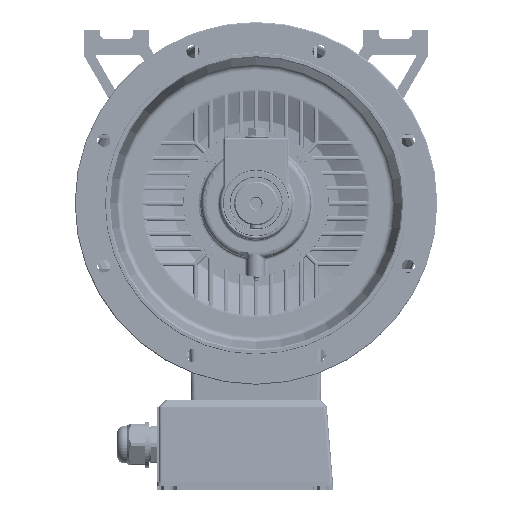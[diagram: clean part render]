
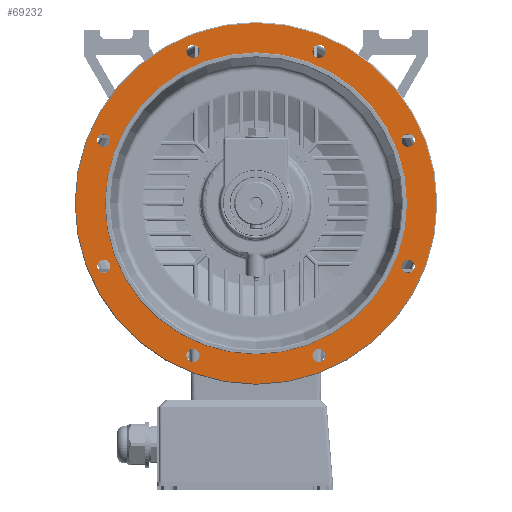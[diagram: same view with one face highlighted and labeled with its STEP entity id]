
A CAD part, left-side view. The second image highlights one B-rep face of the part: STEP entity #69232.
In plain terms, the highlighted planar face has unit normal (-1, 0, 0).
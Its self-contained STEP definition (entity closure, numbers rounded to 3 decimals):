
#69232=ADVANCED_FACE('',(#78433,#78434,#78435,#78436,#78437,#78438,#78439,
#78440,#78441,#78442),#75440,.F.);
#75440=PLANE('',#242041);
#78433=FACE_BOUND('',#90871,.T.);
#78434=FACE_BOUND('',#90872,.T.);
#78435=FACE_BOUND('',#90873,.T.);
#78436=FACE_BOUND('',#90874,.T.);
#78437=FACE_BOUND('',#90875,.T.);
#78438=FACE_BOUND('',#90876,.T.);
#78439=FACE_BOUND('',#90877,.T.);
#78440=FACE_BOUND('',#90878,.T.);
#78441=FACE_BOUND('',#90879,.T.);
#78442=FACE_BOUND('',#90880,.T.);
#90871=EDGE_LOOP('',(#149291));
#90872=EDGE_LOOP('',(#149292,#149293));
#90873=EDGE_LOOP('',(#149294));
#90874=EDGE_LOOP('',(#149295,#149296));
#90875=EDGE_LOOP('',(#149297));
#90876=EDGE_LOOP('',(#149298));
#90877=EDGE_LOOP('',(#149299));
#90878=EDGE_LOOP('',(#149300));
#90879=EDGE_LOOP('',(#149301));
#90880=EDGE_LOOP('',(#149302));
#149291=ORIENTED_EDGE('',*,*,#207562,.F.);
#149292=ORIENTED_EDGE('',*,*,#207566,.F.);
#149293=ORIENTED_EDGE('',*,*,#207568,.T.);
#149294=ORIENTED_EDGE('',*,*,#207569,.F.);
#149295=ORIENTED_EDGE('',*,*,#207570,.F.);
#149296=ORIENTED_EDGE('',*,*,#207571,.F.);
#149297=ORIENTED_EDGE('',*,*,#207572,.F.);
#149298=ORIENTED_EDGE('',*,*,#207573,.F.);
#149299=ORIENTED_EDGE('',*,*,#207574,.F.);
#149300=ORIENTED_EDGE('',*,*,#207575,.F.);
#149301=ORIENTED_EDGE('',*,*,#207576,.F.);
#149302=ORIENTED_EDGE('',*,*,#207577,.F.);
#176499=VERTEX_POINT('',#375765);
#176501=VERTEX_POINT('',#375769);
#176503=VERTEX_POINT('',#375773);
#176504=VERTEX_POINT('',#375781);
#176505=VERTEX_POINT('',#375783);
#176506=VERTEX_POINT('',#375784);
#176507=VERTEX_POINT('',#375787);
#176508=VERTEX_POINT('',#375789);
#176509=VERTEX_POINT('',#375791);
#176510=VERTEX_POINT('',#375793);
#176511=VERTEX_POINT('',#375795);
#176512=VERTEX_POINT('',#375797);
#207562=EDGE_CURVE('',#176499,#176499,#221420,.T.);
#207566=EDGE_CURVE('',#176503,#176501,#221422,.T.);
#207568=EDGE_CURVE('',#176503,#176501,#221424,.T.);
#207569=EDGE_CURVE('',#176504,#176504,#221425,.T.);
#207570=EDGE_CURVE('',#176505,#176506,#221426,.T.);
#207571=EDGE_CURVE('',#176506,#176505,#221427,.T.);
#207572=EDGE_CURVE('',#176507,#176507,#221428,.T.);
#207573=EDGE_CURVE('',#176508,#176508,#221429,.T.);
#207574=EDGE_CURVE('',#176509,#176509,#221430,.T.);
#207575=EDGE_CURVE('',#176510,#176510,#221431,.T.);
#207576=EDGE_CURVE('',#176511,#176511,#221432,.T.);
#207577=EDGE_CURVE('',#176512,#176512,#221433,.T.);
#221420=CIRCLE('',#242023,328.689);
#221422=CIRCLE('',#242026,275.);
#221424=CIRCLE('',#242029,275.);
#221425=CIRCLE('',#242032,12.);
#221426=CIRCLE('',#242033,12.);
#221427=CIRCLE('',#242034,12.);
#221428=CIRCLE('',#242035,12.);
#221429=CIRCLE('',#242036,12.);
#221430=CIRCLE('',#242037,12.);
#221431=CIRCLE('',#242038,12.);
#221432=CIRCLE('',#242039,12.);
#221433=CIRCLE('',#242040,12.);
#242023=AXIS2_PLACEMENT_3D('',#375764,#300701,#300702);
#242026=AXIS2_PLACEMENT_3D('',#375774,#300709,#300710);
#242029=AXIS2_PLACEMENT_3D('',#375777,#300715,#300716);
#242032=AXIS2_PLACEMENT_3D('',#375780,#300721,#300722);
#242033=AXIS2_PLACEMENT_3D('',#375782,#300723,#300724);
#242034=AXIS2_PLACEMENT_3D('',#375785,#300725,#300726);
#242035=AXIS2_PLACEMENT_3D('',#375786,#300727,#300728);
#242036=AXIS2_PLACEMENT_3D('',#375788,#300729,#300730);
#242037=AXIS2_PLACEMENT_3D('',#375790,#300731,#300732);
#242038=AXIS2_PLACEMENT_3D('',#375792,#300733,#300734);
#242039=AXIS2_PLACEMENT_3D('',#375794,#300735,#300736);
#242040=AXIS2_PLACEMENT_3D('',#375796,#300737,#300738);
#242041=AXIS2_PLACEMENT_3D('',#375798,#300739,#300740);
#300701=DIRECTION('',(1.,0.,0.));
#300702=DIRECTION('',(0.,0.,-1.));
#300709=DIRECTION('',(-1.,0.,0.));
#300710=DIRECTION('',(0.,0.,-1.));
#300715=DIRECTION('',(1.,0.,0.));
#300716=DIRECTION('',(0.,0.,-1.));
#300721=DIRECTION('',(-1.,0.,0.));
#300722=DIRECTION('',(0.,0.,-1.));
#300723=DIRECTION('',(-1.,0.,0.));
#300724=DIRECTION('',(0.,0.,-1.));
#300725=DIRECTION('',(-1.,0.,0.));
#300726=DIRECTION('',(0.,0.,-1.));
#300727=DIRECTION('',(-1.,0.,0.));
#300728=DIRECTION('',(0.,0.,-1.));
#300729=DIRECTION('',(-1.,0.,0.));
#300730=DIRECTION('',(0.,0.,-1.));
#300731=DIRECTION('',(-1.,0.,0.));
#300732=DIRECTION('',(0.,0.,-1.));
#300733=DIRECTION('',(-1.,0.,0.));
#300734=DIRECTION('',(0.,0.,-1.));
#300735=DIRECTION('',(-1.,0.,0.));
#300736=DIRECTION('',(0.,0.,-1.));
#300737=DIRECTION('',(-1.,0.,0.));
#300738=DIRECTION('',(0.,0.,-1.));
#300739=DIRECTION('',(1.,0.,0.));
#300740=DIRECTION('',(0.,0.,-1.));
#375764=CARTESIAN_POINT('',(-118.583,327.783,-327.783));
#375765=CARTESIAN_POINT('',(-118.583,327.783,-656.472));
#375769=CARTESIAN_POINT('',(-118.583,327.783,-602.783));
#375773=CARTESIAN_POINT('',(-118.583,327.783,-52.783));
#375774=CARTESIAN_POINT('',(-118.583,327.783,-327.783));
#375777=CARTESIAN_POINT('',(-118.583,327.783,-327.783));
#375780=CARTESIAN_POINT('',(-118.583,442.588,-50.619));
#375781=CARTESIAN_POINT('',(-118.583,442.588,-62.619));
#375782=CARTESIAN_POINT('',(-118.583,604.947,-212.978));
#375783=CARTESIAN_POINT('',(-118.583,613.432,-221.463));
#375784=CARTESIAN_POINT('',(-118.583,596.461,-204.492));
#375785=CARTESIAN_POINT('',(-118.583,604.947,-212.978));
#375786=CARTESIAN_POINT('',(-118.583,604.947,-442.588));
#375787=CARTESIAN_POINT('',(-118.583,604.947,-454.588));
#375788=CARTESIAN_POINT('',(-118.583,442.588,-604.947));
#375789=CARTESIAN_POINT('',(-118.583,442.588,-616.947));
#375790=CARTESIAN_POINT('',(-118.583,212.978,-604.947));
#375791=CARTESIAN_POINT('',(-118.583,212.978,-616.947));
#375792=CARTESIAN_POINT('',(-118.583,50.619,-442.588));
#375793=CARTESIAN_POINT('',(-118.583,50.619,-454.588));
#375794=CARTESIAN_POINT('',(-118.583,50.619,-212.978));
#375795=CARTESIAN_POINT('',(-118.583,50.619,-224.978));
#375796=CARTESIAN_POINT('',(-118.583,212.978,-50.619));
#375797=CARTESIAN_POINT('',(-118.583,212.978,-62.619));
#375798=CARTESIAN_POINT('',(-118.583,760.432,-237.783));
